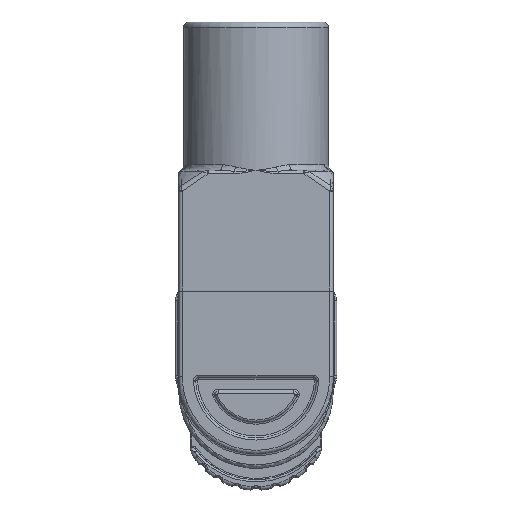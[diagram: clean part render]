
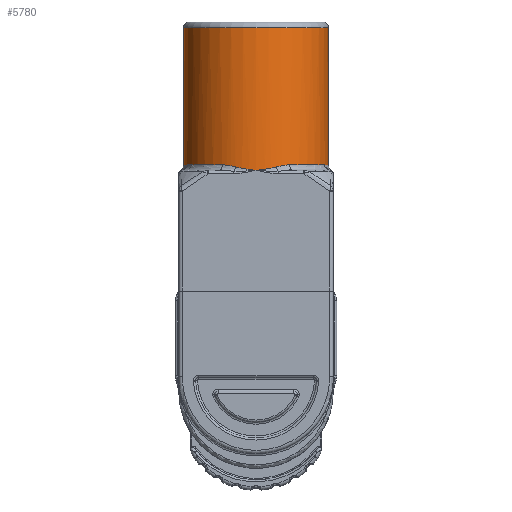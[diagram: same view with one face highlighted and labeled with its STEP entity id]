
A CAD part, top view. The second image highlights one B-rep face of the part: STEP entity #5780.
In plain terms, the highlighted cylindrical face has radius 10.5 mm (diameter 21 mm), a partial arc.
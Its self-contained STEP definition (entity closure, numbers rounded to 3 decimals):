
#5687=AXIS2_PLACEMENT_3D('Circle Axis2P3D',#5685,#5686,$) ;
#5700=AXIS2_PLACEMENT_3D('Cylinder Axis2P3D',#5697,#5698,#5699) ;
#5713=AXIS2_PLACEMENT_3D('Circle Axis2P3D',#5711,#5712,$) ;
#5764=AXIS2_PLACEMENT_3D('Circle Axis2P3D',#5762,#5763,$) ;
#4496=CARTESIAN_POINT('Vertex',(11.7,46.327,29.1)) ;
#4771=CARTESIAN_POINT('Vertex',(1.758,47.127,21.976)) ;
#4775=CARTESIAN_POINT('Control Point',(1.2,46.98,18.6)) ;
#4776=CARTESIAN_POINT('Control Point',(1.2,46.98,18.602)) ;
#4777=CARTESIAN_POINT('Control Point',(1.2,46.98,19.174)) ;
#4778=CARTESIAN_POINT('Control Point',(1.293,47.039,20.308)) ;
#4779=CARTESIAN_POINT('Control Point',(1.573,47.127,21.432)) ;
#4780=CARTESIAN_POINT('Control Point',(1.758,47.127,21.976)) ;
#4781=CARTESIAN_POINT('Vertex',(1.2,46.98,18.6)) ;
#5280=CARTESIAN_POINT('Line Origine',(22.2,44.327,18.6)) ;
#5284=CARTESIAN_POINT('Vertex',(22.2,46.98,18.6)) ;
#5286=CARTESIAN_POINT('Vertex',(22.2,67.027,18.6)) ;
#5307=CARTESIAN_POINT('Line Origine',(1.2,44.327,18.6)) ;
#5311=CARTESIAN_POINT('Vertex',(1.2,67.027,18.6)) ;
#5682=CARTESIAN_POINT('Vertex',(6.81,47.127,27.892)) ;
#5685=CARTESIAN_POINT('Axis2P3D Location',(11.7,47.127,18.6)) ;
#5697=CARTESIAN_POINT('Axis2P3D Location',(11.7,44.327,18.6)) ;
#5703=CARTESIAN_POINT('Control Point',(21.642,47.127,21.976)) ;
#5704=CARTESIAN_POINT('Control Point',(21.92,47.127,21.159)) ;
#5705=CARTESIAN_POINT('Control Point',(22.106,47.036,20.322)) ;
#5706=CARTESIAN_POINT('Control Point',(22.2,46.98,19.457)) ;
#5707=CARTESIAN_POINT('Control Point',(22.2,46.98,18.6)) ;
#5708=CARTESIAN_POINT('Vertex',(21.642,47.127,21.976)) ;
#5711=CARTESIAN_POINT('Axis2P3D Location',(11.7,67.027,18.6)) ;
#5717=CARTESIAN_POINT('Control Point',(6.81,47.127,27.892)) ;
#5718=CARTESIAN_POINT('Control Point',(7.275,47.127,28.137)) ;
#5719=CARTESIAN_POINT('Control Point',(7.758,47.056,28.35)) ;
#5720=CARTESIAN_POINT('Control Point',(8.238,46.952,28.526)) ;
#5721=CARTESIAN_POINT('Control Point',(8.725,46.821,28.67)) ;
#5722=CARTESIAN_POINT('Vertex',(8.725,46.821,28.67)) ;
#5726=CARTESIAN_POINT('Control Point',(8.725,46.821,28.67)) ;
#5727=CARTESIAN_POINT('Control Point',(8.95,46.761,28.736)) ;
#5728=CARTESIAN_POINT('Control Point',(9.178,46.711,28.797)) ;
#5729=CARTESIAN_POINT('Control Point',(9.422,46.665,28.854)) ;
#5730=CARTESIAN_POINT('Control Point',(9.773,46.603,28.926)) ;
#5731=CARTESIAN_POINT('Control Point',(10.127,46.547,28.982)) ;
#5732=CARTESIAN_POINT('Control Point',(10.246,46.529,29.)) ;
#5733=CARTESIAN_POINT('Control Point',(10.615,46.474,29.048)) ;
#5734=CARTESIAN_POINT('Control Point',(10.987,46.422,29.08)) ;
#5735=CARTESIAN_POINT('Control Point',(11.194,46.394,29.092)) ;
#5736=CARTESIAN_POINT('Control Point',(11.448,46.36,29.1)) ;
#5737=CARTESIAN_POINT('Control Point',(11.7,46.327,29.1)) ;
#5740=CARTESIAN_POINT('Control Point',(11.7,46.327,29.1)) ;
#5741=CARTESIAN_POINT('Control Point',(12.071,46.376,29.1)) ;
#5742=CARTESIAN_POINT('Control Point',(12.442,46.425,29.084)) ;
#5743=CARTESIAN_POINT('Control Point',(12.776,46.472,29.055)) ;
#5744=CARTESIAN_POINT('Control Point',(13.384,46.56,28.976)) ;
#5745=CARTESIAN_POINT('Control Point',(13.982,46.665,28.853)) ;
#5746=CARTESIAN_POINT('Control Point',(14.216,46.71,28.798)) ;
#5747=CARTESIAN_POINT('Control Point',(14.447,46.761,28.737)) ;
#5748=CARTESIAN_POINT('Control Point',(14.675,46.821,28.67)) ;
#5749=CARTESIAN_POINT('Vertex',(14.675,46.821,28.67)) ;
#5753=CARTESIAN_POINT('Control Point',(14.675,46.821,28.67)) ;
#5754=CARTESIAN_POINT('Control Point',(15.064,46.926,28.555)) ;
#5755=CARTESIAN_POINT('Control Point',(15.452,47.015,28.42)) ;
#5756=CARTESIAN_POINT('Control Point',(15.844,47.086,28.261)) ;
#5757=CARTESIAN_POINT('Control Point',(16.218,47.127,28.088)) ;
#5758=CARTESIAN_POINT('Control Point',(16.59,47.127,27.892)) ;
#5759=CARTESIAN_POINT('Vertex',(16.59,47.127,27.892)) ;
#5762=CARTESIAN_POINT('Axis2P3D Location',(11.7,47.127,18.6)) ;
#5281=DIRECTION('Vector Direction',(0.,1.,0.)) ;
#5308=DIRECTION('Vector Direction',(0.,1.,0.)) ;
#5686=DIRECTION('Axis2P3D Direction',(0.,1.,0.)) ;
#5698=DIRECTION('Axis2P3D Direction',(0.,1.,0.)) ;
#5699=DIRECTION('Axis2P3D XDirection',(-1.,0.,0.)) ;
#5712=DIRECTION('Axis2P3D Direction',(0.,1.,0.)) ;
#5763=DIRECTION('Axis2P3D Direction',(0.,1.,0.)) ;
#5282=VECTOR('Line Direction',#5281,1.) ;
#5309=VECTOR('Line Direction',#5308,1.) ;
#5768=ORIENTED_EDGE('',*,*,#5710,.T.) ;
#5769=ORIENTED_EDGE('',*,*,#5288,.T.) ;
#5770=ORIENTED_EDGE('',*,*,#5715,.T.) ;
#5771=ORIENTED_EDGE('',*,*,#5313,.F.) ;
#5772=ORIENTED_EDGE('',*,*,#4783,.T.) ;
#5773=ORIENTED_EDGE('',*,*,#5689,.T.) ;
#5774=ORIENTED_EDGE('',*,*,#5724,.T.) ;
#5775=ORIENTED_EDGE('',*,*,#5738,.T.) ;
#5776=ORIENTED_EDGE('',*,*,#5751,.T.) ;
#5777=ORIENTED_EDGE('',*,*,#5761,.T.) ;
#5778=ORIENTED_EDGE('',*,*,#5766,.T.) ;
#5780=ADVANCED_FACE('',(#5779),#5701,.T.) ;
#5702=B_SPLINE_CURVE_WITH_KNOTS('',4,(#5703,#5704,#5705,#5706,#5707),.UNSPECIFIED.,.F.,.U.,(5,5),(0.,4.869),.UNSPECIFIED.) ;
#5716=B_SPLINE_CURVE_WITH_KNOTS('',4,(#5717,#5718,#5719,#5720,#5721),.UNSPECIFIED.,.F.,.U.,(5,5),(0.,2.957),.UNSPECIFIED.) ;
#5725=B_SPLINE_CURVE_WITH_KNOTS('',5,(#5726,#5727,#5728,#5729,#5730,#5731,#5732,#5733,#5734,#5735,#5736,#5737),.UNSPECIFIED.,.F.,.U.,(6,3,3,6),(0.,1.706,2.57,4.372),.UNSPECIFIED.) ;
#5739=B_SPLINE_CURVE_WITH_KNOTS('',5,(#5740,#5741,#5742,#5743,#5744,#5745,#5746,#5747,#5748),.UNSPECIFIED.,.F.,.U.,(6,3,6),(0.,2.647,4.378),.UNSPECIFIED.) ;
#5752=B_SPLINE_CURVE_WITH_KNOTS('',5,(#5753,#5754,#5755,#5756,#5757,#5758),.UNSPECIFIED.,.F.,.U.,(6,6),(0.,2.954),.UNSPECIFIED.) ;
#5688=CIRCLE('generated circle',#5687,10.5) ;
#5714=CIRCLE('generated circle',#5713,10.5) ;
#5765=CIRCLE('generated circle',#5764,10.5) ;
#5701=CYLINDRICAL_SURFACE('generated cylinder',#5700,10.5) ;
#4783=EDGE_CURVE('',#4782,#4772,#4774,.T.) ;
#5288=EDGE_CURVE('',#5285,#5287,#5283,.T.) ;
#5313=EDGE_CURVE('',#4782,#5312,#5310,.T.) ;
#5689=EDGE_CURVE('',#4772,#5683,#5688,.T.) ;
#5710=EDGE_CURVE('',#5709,#5285,#5702,.T.) ;
#5715=EDGE_CURVE('',#5287,#5312,#5714,.F.) ;
#5724=EDGE_CURVE('',#5683,#5723,#5716,.T.) ;
#5738=EDGE_CURVE('',#5723,#4497,#5725,.T.) ;
#5751=EDGE_CURVE('',#4497,#5750,#5739,.T.) ;
#5761=EDGE_CURVE('',#5750,#5760,#5752,.T.) ;
#5766=EDGE_CURVE('',#5760,#5709,#5765,.T.) ;
#5767=EDGE_LOOP('',(#5768,#5769,#5770,#5771,#5772,#5773,#5774,#5775,#5776,#5777,#5778)) ;
#5779=FACE_OUTER_BOUND('',#5767,.T.) ;
#5283=LINE('Line',#5280,#5282) ;
#5310=LINE('Line',#5307,#5309) ;
#4497=VERTEX_POINT('',#4496) ;
#4772=VERTEX_POINT('',#4771) ;
#4782=VERTEX_POINT('',#4781) ;
#5285=VERTEX_POINT('',#5284) ;
#5287=VERTEX_POINT('',#5286) ;
#5312=VERTEX_POINT('',#5311) ;
#5683=VERTEX_POINT('',#5682) ;
#5709=VERTEX_POINT('',#5708) ;
#5723=VERTEX_POINT('',#5722) ;
#5750=VERTEX_POINT('',#5749) ;
#5760=VERTEX_POINT('',#5759) ;
#4774=(BOUNDED_CURVE()B_SPLINE_CURVE(3,(#4775,#4776,#4777,#4778,#4779,#4780),.UNSPECIFIED.,.F.,.U.)B_SPLINE_CURVE_WITH_KNOTS((4,1,1,4),(3.508,3.513,5.27,7.026),.UNSPECIFIED.)CURVE()GEOMETRIC_REPRESENTATION_ITEM()RATIONAL_B_SPLINE_CURVE((1.,1.,1.,1.,1.,1.))REPRESENTATION_ITEM('')) ;
